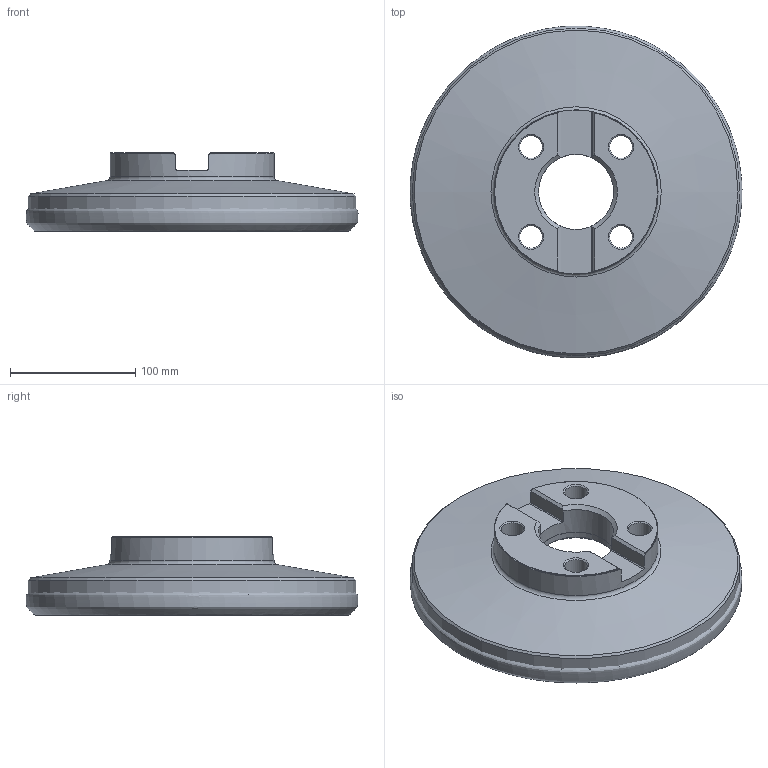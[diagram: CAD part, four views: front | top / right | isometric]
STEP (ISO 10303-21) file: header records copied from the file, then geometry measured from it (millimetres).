
FILE_DESCRIPTION(/* description */ (''),/* implementation_level */ '2;1');
FILE_NAME(/* name */ 'toolassembly_1.stp',/* time_stamp */ '2018-08-02T10:22:59+02:00',/* author */ (''),/* organization */ ('SMS'),/* preprocessor_version */ 'ST-DEVELOPER v15',/* originating_system */ 'SIEMENS PLM Software NX 8.5',/* authorisation */ '');
FILE_SCHEMA (('AUTOMOTIVE_DESIGN { 1 0 10303 214 3 1 1 1 }'));
Length unit declared in the file: millimetre
Products named in the file (4): ASSEMBLY_CONSTRUCTION; CUT_20180802102212; NOCUT_20180802102212; TOOLASSEMBLY_1
Assembly tree (3 placements, depth 2):
  TOOLASSEMBLY_1
    NOCUT_20180802102212
    CUT_20180802102212
    ASSEMBLY_CONSTRUCTION
Bounding box: 265.15 x 265.05 x 62.95 mm (x, y, z)
Volume: 1528876.8 mm3; surface area: 201586.1 mm2
Topology: 2 solids, 2 shells, 59 faces, 147 edges, 124 vertices
Faces by surface type: plane 21, cone 14, cylinder 12, torus 8, revolution 3, bspline 1
Full cylindrical faces by diameter (mm): 18 x4, 60.015 x1, 60.3 x1, 128.5 x1, 131 x1, 255.629 x1, 261.629 x1
Entity records: 21018 total; most frequent: CARTESIAN_POINT 19298, DIRECTION 345, ORIENTED_EDGE 210, AXIS2_PLACEMENT_3D 159, EDGE_CURVE 105, EDGE_LOOP 102, VERTEX_POINT 84, FACE_BOUND 83
